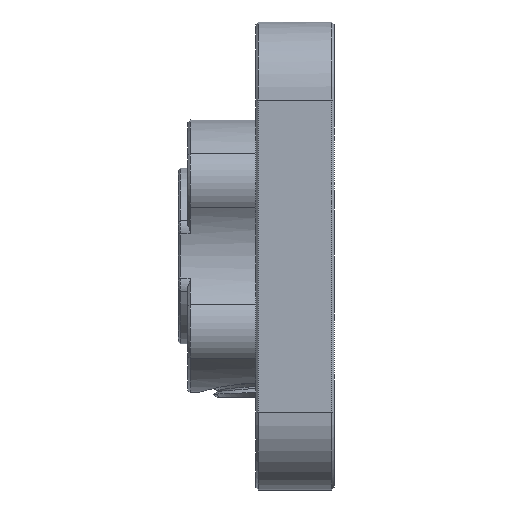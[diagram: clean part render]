
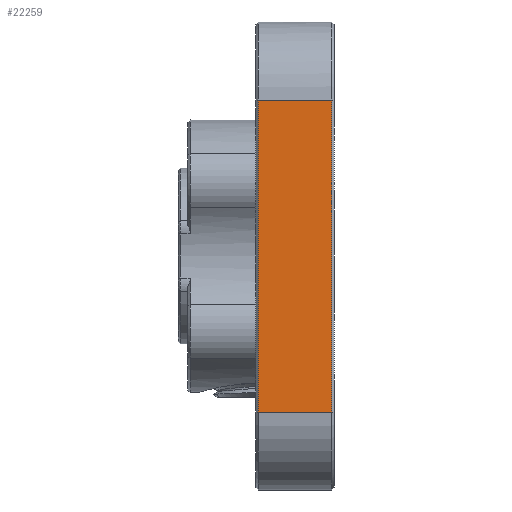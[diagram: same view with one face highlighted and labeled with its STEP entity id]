
A CAD part, left-side view. The second image highlights one B-rep face of the part: STEP entity #22259.
In plain terms, the highlighted planar face has unit normal (-1, 0, 0).
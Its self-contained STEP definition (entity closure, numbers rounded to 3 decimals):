
#896 = DIRECTION ( 'NONE',  ( 0., 0., 1. ) ) ;
#2360 = DIRECTION ( 'NONE',  ( 0., 0., -1. ) ) ;
#2617 = ORIENTED_EDGE ( 'NONE', *, *, #16503, .T. ) ;
#4100 = DIRECTION ( 'NONE',  ( -1., 0., 0. ) ) ;
#4525 = EDGE_CURVE ( 'NONE', #10902, #21953, #20558, .T. ) ;
#5880 = DIRECTION ( 'NONE',  ( 0., -1., 0. ) ) ;
#6634 = ORIENTED_EDGE ( 'NONE', *, *, #10570, .F. ) ;
#6909 = CARTESIAN_POINT ( 'NONE',  ( -12., 0.125, -8. ) ) ;
#7487 = VERTEX_POINT ( 'NONE', #20419 ) ;
#7491 = VECTOR ( 'NONE', #24587, 1000. ) ;
#8237 = VECTOR ( 'NONE', #5880, 1000. ) ;
#8665 = CARTESIAN_POINT ( 'NONE',  ( -12., 3.875, -8. ) ) ;
#8827 = DIRECTION ( 'NONE',  ( 0., 0., 1. ) ) ;
#9918 = VERTEX_POINT ( 'NONE', #8665 ) ;
#10570 = EDGE_CURVE ( 'NONE', #7487, #21953, #26459, .T. ) ;
#10902 = VERTEX_POINT ( 'NONE', #6909 ) ;
#12351 = CARTESIAN_POINT ( 'NONE',  ( -12., 0.125, 8. ) ) ;
#12450 = FACE_OUTER_BOUND ( 'NONE', #18042, .T. ) ;
#13318 = ORIENTED_EDGE ( 'NONE', *, *, #19240, .T. ) ;
#13806 = ORIENTED_EDGE ( 'NONE', *, *, #4525, .T. ) ;
#14065 = AXIS2_PLACEMENT_3D ( 'NONE', #24915, #4100, #8827 ) ;
#14126 = CARTESIAN_POINT ( 'NONE',  ( -12., 3.875, 0. ) ) ;
#16503 = EDGE_CURVE ( 'NONE', #9918, #10902, #18230, .T. ) ;
#17952 = PLANE ( 'NONE',  #14065 ) ;
#18042 = EDGE_LOOP ( 'NONE', ( #6634, #13318, #2617, #13806 ) ) ;
#18230 = LINE ( 'NONE', #26576, #7491 ) ;
#19240 = EDGE_CURVE ( 'NONE', #7487, #9918, #22621, .T. ) ;
#20419 = CARTESIAN_POINT ( 'NONE',  ( -12., 3.875, 8. ) ) ;
#20558 = LINE ( 'NONE', #12351, #28069 ) ;
#21953 = VERTEX_POINT ( 'NONE', #27935 ) ;
#22259 = ADVANCED_FACE ( 'NONE', ( #12450 ), #17952, .T. ) ;
#22621 = LINE ( 'NONE', #14126, #23344 ) ;
#23344 = VECTOR ( 'NONE', #2360, 1000. ) ;
#24587 = DIRECTION ( 'NONE',  ( 0., -1., 0. ) ) ;
#24915 = CARTESIAN_POINT ( 'NONE',  ( -12., 4., 0. ) ) ;
#26459 = LINE ( 'NONE', #26559, #8237 ) ;
#26559 = CARTESIAN_POINT ( 'NONE',  ( -12., 4., 8. ) ) ;
#26576 = CARTESIAN_POINT ( 'NONE',  ( -12., 4., -8. ) ) ;
#27935 = CARTESIAN_POINT ( 'NONE',  ( -12., 0.125, 8. ) ) ;
#28069 = VECTOR ( 'NONE', #896, 1000. ) ;
